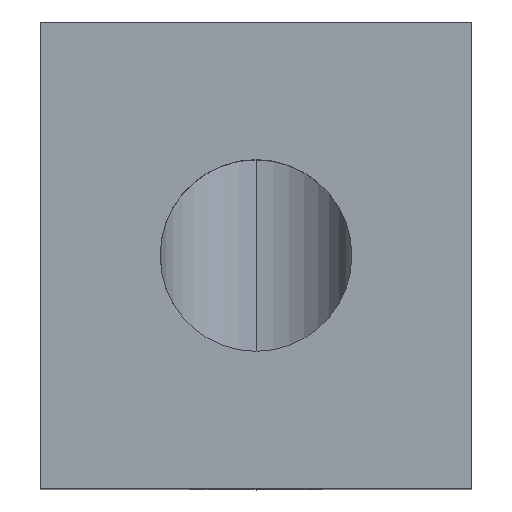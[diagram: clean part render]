
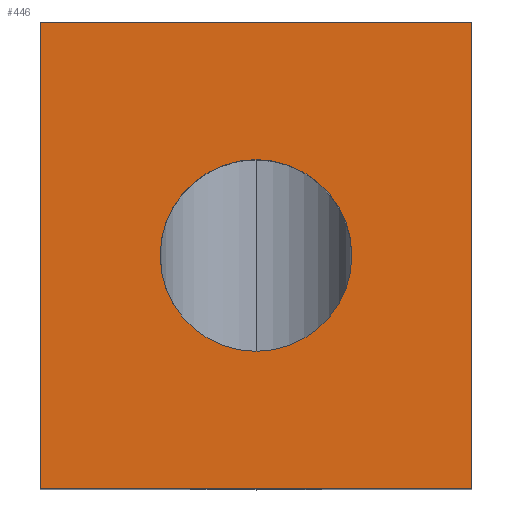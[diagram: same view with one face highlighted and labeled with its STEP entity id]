
A CAD part, top view. The second image highlights one B-rep face of the part: STEP entity #446.
In plain terms, the highlighted planar face has unit normal (0, 0, 1).
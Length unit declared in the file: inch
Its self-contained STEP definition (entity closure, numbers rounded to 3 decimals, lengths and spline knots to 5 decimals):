
#5 = AXIS2_PLACEMENT_3D ( 'NONE', #113, #109, #82 ) ;
#30 = CARTESIAN_POINT ( 'NONE',  ( -0.1197, 0., 0.2197 ) ) ;
#67 = CARTESIAN_POINT ( 'NONE',  ( -0.1197, 0., 0.2197 ) ) ;
#75 = FACE_BOUND ( 'NONE', #241, .T. ) ;
#77 = VECTOR ( 'NONE', #450, 39.37008 ) ;
#82 = DIRECTION ( 'NONE',  ( 1., 0., 0. ) ) ;
#87 = ORIENTED_EDGE ( 'NONE', *, *, #356, .F. ) ;
#97 = VECTOR ( 'NONE', #212, 39.37008 ) ;
#109 = DIRECTION ( 'NONE',  ( 0., 0., 1. ) ) ;
#113 = CARTESIAN_POINT ( 'NONE',  ( 0., 0.12965, 0.2197 ) ) ;
#114 = LINE ( 'NONE', #238, #97 ) ;
#115 = LINE ( 'NONE', #67, #77 ) ;
#121 = CIRCLE ( 'NONE', #200, 0.05325 ) ;
#132 = CIRCLE ( 'NONE', #5, 0.05325 ) ;
#142 = VECTOR ( 'NONE', #279, 39.37008 ) ;
#144 = CARTESIAN_POINT ( 'NONE',  ( 0.1197, 0.2593, 0.2197 ) ) ;
#146 = VERTEX_POINT ( 'NONE', #156 ) ;
#147 = VERTEX_POINT ( 'NONE', #144 ) ;
#150 = LINE ( 'NONE', #159, #142 ) ;
#156 = CARTESIAN_POINT ( 'NONE',  ( 0.05325, 0.12965, 0.2197 ) ) ;
#159 = CARTESIAN_POINT ( 'NONE',  ( -0.1197, 0.2593, 0.2197 ) ) ;
#170 = LINE ( 'NONE', #270, #306 ) ;
#186 = CARTESIAN_POINT ( 'NONE',  ( 0.1197, 0., 0.2197 ) ) ;
#196 = EDGE_CURVE ( 'NONE', #341, #146, #132, .T. ) ;
#200 = AXIS2_PLACEMENT_3D ( 'NONE', #376, #404, #368 ) ;
#204 = AXIS2_PLACEMENT_3D ( 'NONE', #419, #275, #239 ) ;
#207 = EDGE_CURVE ( 'NONE', #146, #341, #121, .T. ) ;
#212 = DIRECTION ( 'NONE',  ( 0., -1., 0. ) ) ;
#215 = ORIENTED_EDGE ( 'NONE', *, *, #196, .F. ) ;
#232 = EDGE_LOOP ( 'NONE', ( #334, #354, #87, #390 ) ) ;
#238 = CARTESIAN_POINT ( 'NONE',  ( -0.1197, 0.2593, 0.2197 ) ) ;
#239 = DIRECTION ( 'NONE',  ( -1., 0., 0. ) ) ;
#241 = EDGE_LOOP ( 'NONE', ( #448, #215 ) ) ;
#244 = EDGE_CURVE ( 'NONE', #384, #333, #115, .T. ) ;
#261 = VERTEX_POINT ( 'NONE', #417 ) ;
#263 = CARTESIAN_POINT ( 'NONE',  ( -0.05325, 0.12965, 0.2197 ) ) ;
#270 = CARTESIAN_POINT ( 'NONE',  ( 0.1197, 0.2593, 0.2197 ) ) ;
#275 = DIRECTION ( 'NONE',  ( 0., 0., -1. ) ) ;
#277 = DIRECTION ( 'NONE',  ( 0., -1., 0. ) ) ;
#279 = DIRECTION ( 'NONE',  ( 1., 0., 0. ) ) ;
#306 = VECTOR ( 'NONE', #277, 39.37008 ) ;
#308 = EDGE_CURVE ( 'NONE', #147, #333, #170, .T. ) ;
#312 = EDGE_CURVE ( 'NONE', #261, #384, #114, .T. ) ;
#333 = VERTEX_POINT ( 'NONE', #186 ) ;
#334 = ORIENTED_EDGE ( 'NONE', *, *, #244, .T. ) ;
#341 = VERTEX_POINT ( 'NONE', #263 ) ;
#354 = ORIENTED_EDGE ( 'NONE', *, *, #308, .F. ) ;
#356 = EDGE_CURVE ( 'NONE', #261, #147, #150, .T. ) ;
#361 = PLANE ( 'NONE',  #204 ) ;
#368 = DIRECTION ( 'NONE',  ( 1., 0., 0. ) ) ;
#376 = CARTESIAN_POINT ( 'NONE',  ( 0., 0.12965, 0.2197 ) ) ;
#384 = VERTEX_POINT ( 'NONE', #30 ) ;
#390 = ORIENTED_EDGE ( 'NONE', *, *, #312, .T. ) ;
#404 = DIRECTION ( 'NONE',  ( 0., 0., 1. ) ) ;
#413 = FACE_OUTER_BOUND ( 'NONE', #232, .T. ) ;
#417 = CARTESIAN_POINT ( 'NONE',  ( -0.1197, 0.2593, 0.2197 ) ) ;
#419 = CARTESIAN_POINT ( 'NONE',  ( -0.1197, 0.2593, 0.2197 ) ) ;
#446 = ADVANCED_FACE ( 'NONE', ( #75, #413 ), #361, .F. ) ;
#448 = ORIENTED_EDGE ( 'NONE', *, *, #207, .F. ) ;
#450 = DIRECTION ( 'NONE',  ( 1., 0., 0. ) ) ;
